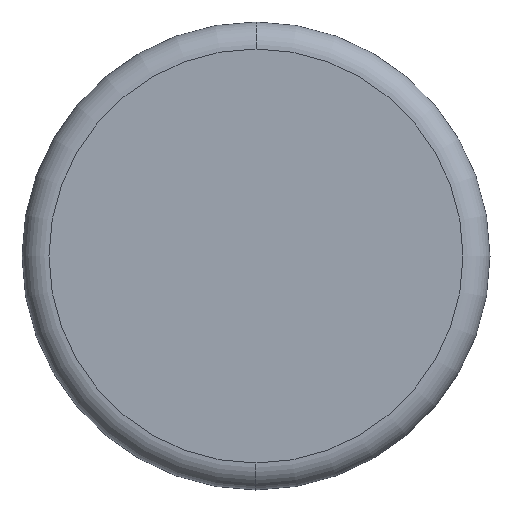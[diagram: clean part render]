
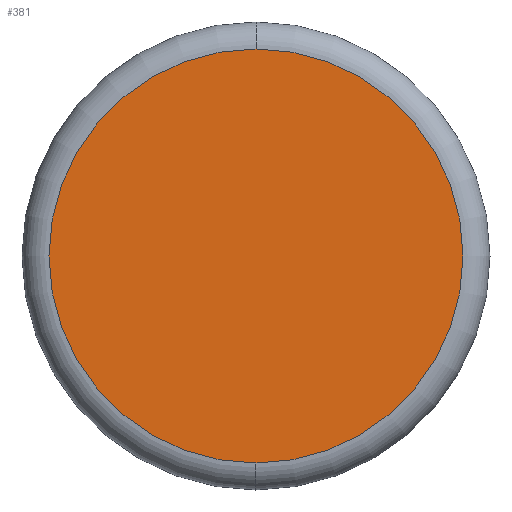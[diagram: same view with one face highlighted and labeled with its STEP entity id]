
A CAD part, left-side view. The second image highlights one B-rep face of the part: STEP entity #381.
In plain terms, the highlighted planar face has unit normal (-1, 0, 0).
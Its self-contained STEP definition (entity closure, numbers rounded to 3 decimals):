
#333=CARTESIAN_POINT('Vertex',(0.,0.,-11.5)) ;
#336=CARTESIAN_POINT('Axis2P3D Location',(0.,0.,0.)) ;
#340=CARTESIAN_POINT('Vertex',(0.,0.,11.5)) ;
#360=CARTESIAN_POINT('Axis2P3D Location',(0.,0.,0.)) ;
#372=CARTESIAN_POINT('Axis2P3D Location',(0.,0.,0.)) ;
#337=DIRECTION('Axis2P3D Direction',(-1.,0.,0.)) ;
#361=DIRECTION('Axis2P3D Direction',(-1.,0.,0.)) ;
#373=DIRECTION('Axis2P3D Direction',(1.,0.,0.)) ;
#374=DIRECTION('Axis2P3D XDirection',(0.,0.,-1.)) ;
#338=AXIS2_PLACEMENT_3D('Circle Axis2P3D',#336,#337,$) ;
#362=AXIS2_PLACEMENT_3D('Circle Axis2P3D',#360,#361,$) ;
#375=AXIS2_PLACEMENT_3D('Plane Axis2P3D',#372,#373,#374) ;
#378=ORIENTED_EDGE('',*,*,#342,.T.) ;
#379=ORIENTED_EDGE('',*,*,#364,.T.) ;
#381=ADVANCED_FACE('R\X2\00E9\X0\volution1',(#380),#376,.F.) ;
#339=CIRCLE('generated circle',#338,11.5) ;
#363=CIRCLE('generated circle',#362,11.5) ;
#342=EDGE_CURVE('',#341,#334,#339,.T.) ;
#364=EDGE_CURVE('',#334,#341,#363,.T.) ;
#377=EDGE_LOOP('',(#378,#379)) ;
#380=FACE_OUTER_BOUND('',#377,.T.) ;
#376=PLANE('',#375) ;
#334=VERTEX_POINT('',#333) ;
#341=VERTEX_POINT('',#340) ;
